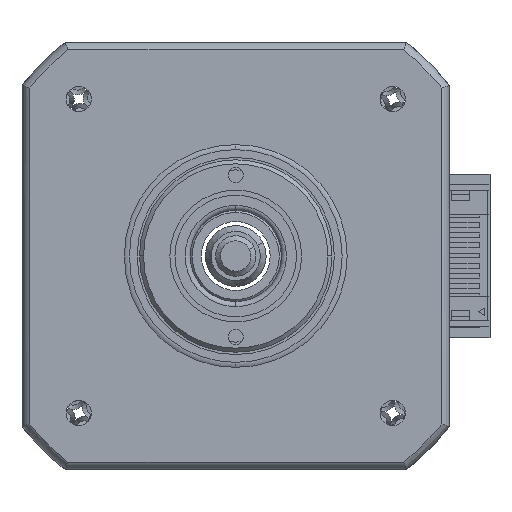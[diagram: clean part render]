
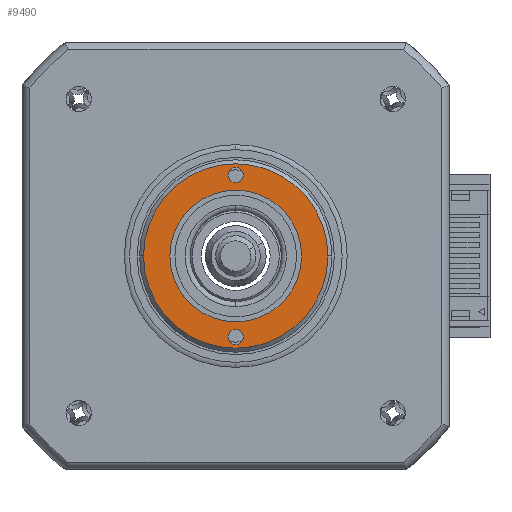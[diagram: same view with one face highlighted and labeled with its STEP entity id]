
A CAD part, left-side view. The second image highlights one B-rep face of the part: STEP entity #9490.
In plain terms, the highlighted planar face has unit normal (-1, 0, 0).
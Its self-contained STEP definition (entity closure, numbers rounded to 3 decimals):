
#1 = CARTESIAN_POINT ( 'NONE',  ( -29.673, 4.472, 48.3 ) ) ;
#172 = ORIENTED_EDGE ( 'NONE', *, *, #4877, .F. ) ;
#194 = CARTESIAN_POINT ( 'NONE',  ( -29.673, 5.222, 56.3 ) ) ;
#344 = ORIENTED_EDGE ( 'NONE', *, *, #3598, .T. ) ;
#795 = AXIS2_PLACEMENT_3D ( 'NONE', #7069, #2288, #7850 ) ;
#899 = FACE_BOUND ( 'NONE', #1417, .T. ) ;
#1075 = CARTESIAN_POINT ( 'NONE',  ( -29.673, 4.472, 48.3 ) ) ;
#1166 = EDGE_CURVE ( 'NONE', #7126, #2348, #8984, .T. ) ;
#1417 = EDGE_LOOP ( 'NONE', ( #4162, #172 ) ) ;
#1430 = DIRECTION ( 'NONE',  ( -1., 0., 0. ) ) ;
#1616 = AXIS2_PLACEMENT_3D ( 'NONE', #3943, #9577, #4764 ) ;
#1650 = CARTESIAN_POINT ( 'NONE',  ( -29.673, 13.572, 48.3 ) ) ;
#1652 = DIRECTION ( 'NONE',  ( 1., 0., 0. ) ) ;
#1713 = ORIENTED_EDGE ( 'NONE', *, *, #5367, .T. ) ;
#1888 = DIRECTION ( 'NONE',  ( 0., 1., 0. ) ) ;
#1917 = VERTEX_POINT ( 'NONE', #4226 ) ;
#2021 = CARTESIAN_POINT ( 'NONE',  ( -29.673, 4.472, 48.3 ) ) ;
#2071 = DIRECTION ( 'NONE',  ( 0., 1., 0. ) ) ;
#2170 = CIRCLE ( 'NONE', #6146, 0.75 ) ;
#2276 = VERTEX_POINT ( 'NONE', #1650 ) ;
#2288 = DIRECTION ( 'NONE',  ( -1., 0., 0. ) ) ;
#2348 = VERTEX_POINT ( 'NONE', #8151 ) ;
#2360 = CIRCLE ( 'NONE', #7961, 0.75 ) ;
#2408 = ORIENTED_EDGE ( 'NONE', *, *, #8921, .F. ) ;
#2654 = EDGE_CURVE ( 'NONE', #10333, #5090, #2360, .T. ) ;
#2920 = ORIENTED_EDGE ( 'NONE', *, *, #9772, .F. ) ;
#3054 = CARTESIAN_POINT ( 'NONE',  ( -29.673, -4.628, 48.3 ) ) ;
#3150 = AXIS2_PLACEMENT_3D ( 'NONE', #6452, #1652, #7247 ) ;
#3236 = AXIS2_PLACEMENT_3D ( 'NONE', #1075, #6682, #1888 ) ;
#3239 = DIRECTION ( 'NONE',  ( 0., 1., 0. ) ) ;
#3273 = CARTESIAN_POINT ( 'NONE',  ( -29.673, 3.722, 40.3 ) ) ;
#3279 = AXIS2_PLACEMENT_3D ( 'NONE', #4070, #9703, #4891 ) ;
#3283 = FACE_OUTER_BOUND ( 'NONE', #8798, .T. ) ;
#3480 = AXIS2_PLACEMENT_3D ( 'NONE', #1, #8620, #2071 ) ;
#3598 = EDGE_CURVE ( 'NONE', #2348, #7126, #7089, .T. ) ;
#3943 = CARTESIAN_POINT ( 'NONE',  ( -29.673, 4.472, 40.3 ) ) ;
#4070 = CARTESIAN_POINT ( 'NONE',  ( -29.673, 4.472, 56.3 ) ) ;
#4135 = DIRECTION ( 'NONE',  ( 1., 0., 0. ) ) ;
#4162 = ORIENTED_EDGE ( 'NONE', *, *, #2654, .F. ) ;
#4226 = CARTESIAN_POINT ( 'NONE',  ( -29.673, 3.722, 56.3 ) ) ;
#4679 = CIRCLE ( 'NONE', #1616, 0.75 ) ;
#4738 = CIRCLE ( 'NONE', #3236, 9.1 ) ;
#4764 = DIRECTION ( 'NONE',  ( 0., -1., 0. ) ) ;
#4807 = VERTEX_POINT ( 'NONE', #3054 ) ;
#4837 = PLANE ( 'NONE',  #3150 ) ;
#4877 = EDGE_CURVE ( 'NONE', #5090, #10333, #4679, .T. ) ;
#4891 = DIRECTION ( 'NONE',  ( 0., -1., 0. ) ) ;
#5090 = VERTEX_POINT ( 'NONE', #5884 ) ;
#5367 = EDGE_CURVE ( 'NONE', #4807, #2276, #4738, .T. ) ;
#5836 = VERTEX_POINT ( 'NONE', #194 ) ;
#5884 = CARTESIAN_POINT ( 'NONE',  ( -29.673, 5.222, 40.3 ) ) ;
#5886 = EDGE_LOOP ( 'NONE', ( #7765, #344 ) ) ;
#6146 = AXIS2_PLACEMENT_3D ( 'NONE', #6250, #1430, #7034 ) ;
#6250 = CARTESIAN_POINT ( 'NONE',  ( -29.673, 4.472, 56.3 ) ) ;
#6285 = DIRECTION ( 'NONE',  ( -1., 0., 0. ) ) ;
#6315 = DIRECTION ( 'NONE',  ( 0., -1., 0. ) ) ;
#6452 = CARTESIAN_POINT ( 'NONE',  ( -29.673, 4.472, 48.3 ) ) ;
#6682 = DIRECTION ( 'NONE',  ( -1., 0., 0. ) ) ;
#6949 = CIRCLE ( 'NONE', #3279, 0.75 ) ;
#7034 = DIRECTION ( 'NONE',  ( 0., -1., 0. ) ) ;
#7069 = CARTESIAN_POINT ( 'NONE',  ( -29.673, 4.472, 48.3 ) ) ;
#7089 = CIRCLE ( 'NONE', #3480, 6.5 ) ;
#7126 = VERTEX_POINT ( 'NONE', #9911 ) ;
#7247 = DIRECTION ( 'NONE',  ( 0., 1., 0. ) ) ;
#7290 = FACE_BOUND ( 'NONE', #9271, .T. ) ;
#7522 = ORIENTED_EDGE ( 'NONE', *, *, #10221, .T. ) ;
#7535 = CIRCLE ( 'NONE', #795, 9.1 ) ;
#7765 = ORIENTED_EDGE ( 'NONE', *, *, #1166, .T. ) ;
#7850 = DIRECTION ( 'NONE',  ( 0., 1., 0. ) ) ;
#7961 = AXIS2_PLACEMENT_3D ( 'NONE', #7973, #6285, #6315 ) ;
#7973 = CARTESIAN_POINT ( 'NONE',  ( -29.673, 4.472, 40.3 ) ) ;
#8151 = CARTESIAN_POINT ( 'NONE',  ( -29.673, 10.972, 48.3 ) ) ;
#8620 = DIRECTION ( 'NONE',  ( 1., 0., 0. ) ) ;
#8798 = EDGE_LOOP ( 'NONE', ( #7522, #1713 ) ) ;
#8921 = EDGE_CURVE ( 'NONE', #5836, #1917, #6949, .T. ) ;
#8984 = CIRCLE ( 'NONE', #9645, 6.5 ) ;
#9186 = FACE_BOUND ( 'NONE', #5886, .T. ) ;
#9271 = EDGE_LOOP ( 'NONE', ( #2920, #2408 ) ) ;
#9490 = ADVANCED_FACE ( 'NONE', ( #3283, #899, #7290, #9186 ), #4837, .F. ) ;
#9577 = DIRECTION ( 'NONE',  ( -1., 0., 0. ) ) ;
#9645 = AXIS2_PLACEMENT_3D ( 'NONE', #2021, #4135, #3239 ) ;
#9703 = DIRECTION ( 'NONE',  ( -1., 0., 0. ) ) ;
#9772 = EDGE_CURVE ( 'NONE', #1917, #5836, #2170, .T. ) ;
#9911 = CARTESIAN_POINT ( 'NONE',  ( -29.673, -2.028, 48.3 ) ) ;
#10221 = EDGE_CURVE ( 'NONE', #2276, #4807, #7535, .T. ) ;
#10333 = VERTEX_POINT ( 'NONE', #3273 ) ;
